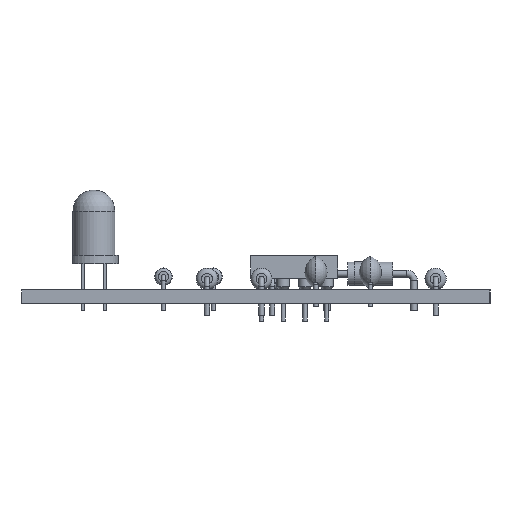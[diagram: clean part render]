
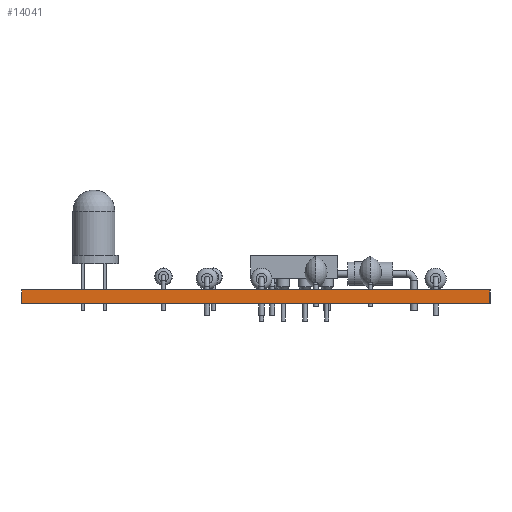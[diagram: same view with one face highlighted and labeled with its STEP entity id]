
A CAD part, left-side view. The second image highlights one B-rep face of the part: STEP entity #14041.
In plain terms, the highlighted planar face has unit normal (-1, 0, 0).
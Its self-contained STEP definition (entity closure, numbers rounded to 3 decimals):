
#13925 = EDGE_CURVE('',#13926,#13928,#13930,.T.);
#13926 = VERTEX_POINT('',#13927);
#13927 = CARTESIAN_POINT('',(111.76,-71.12,0.));
#13928 = VERTEX_POINT('',#13929);
#13929 = CARTESIAN_POINT('',(111.76,-71.12,1.6));
#13930 = SURFACE_CURVE('',#13931,(#13935,#13947),.PCURVE_S1.);
#13931 = LINE('',#13932,#13933);
#13932 = CARTESIAN_POINT('',(111.76,-71.12,0.));
#13933 = VECTOR('',#13934,1.);
#13934 = DIRECTION('',(0.,0.,1.));
#13935 = PCURVE('',#13936,#13941);
#13936 = PLANE('',#13937);
#13937 = AXIS2_PLACEMENT_3D('',#13938,#13939,#13940);
#13938 = CARTESIAN_POINT('',(111.76,-71.12,0.));
#13939 = DIRECTION('',(0.,1.,0.));
#13940 = DIRECTION('',(1.,0.,0.));
#13941 = DEFINITIONAL_REPRESENTATION('',(#13942),#13946);
#13942 = LINE('',#13943,#13944);
#13943 = CARTESIAN_POINT('',(0.,0.));
#13944 = VECTOR('',#13945,1.);
#13945 = DIRECTION('',(0.,-1.));
#13946 = ( GEOMETRIC_REPRESENTATION_CONTEXT(2) 
PARAMETRIC_REPRESENTATION_CONTEXT() REPRESENTATION_CONTEXT('2D SPACE',''
  ) );
#13947 = PCURVE('',#13948,#13953);
#13948 = PLANE('',#13949);
#13949 = AXIS2_PLACEMENT_3D('',#13950,#13951,#13952);
#13950 = CARTESIAN_POINT('',(111.76,-125.73,0.));
#13951 = DIRECTION('',(-1.,0.,0.));
#13952 = DIRECTION('',(0.,1.,0.));
#13953 = DEFINITIONAL_REPRESENTATION('',(#13954),#13958);
#13954 = LINE('',#13955,#13956);
#13955 = CARTESIAN_POINT('',(54.61,0.));
#13956 = VECTOR('',#13957,1.);
#13957 = DIRECTION('',(0.,-1.));
#13958 = ( GEOMETRIC_REPRESENTATION_CONTEXT(2) 
PARAMETRIC_REPRESENTATION_CONTEXT() REPRESENTATION_CONTEXT('2D SPACE',''
  ) );
#13976 = PLANE('',#13977);
#13977 = AXIS2_PLACEMENT_3D('',#13978,#13979,#13980);
#13978 = CARTESIAN_POINT('',(147.32,-98.425,1.6));
#13979 = DIRECTION('',(0.,0.,-1.));
#13980 = DIRECTION('',(-1.,0.,0.));
#14030 = PLANE('',#14031);
#14031 = AXIS2_PLACEMENT_3D('',#14032,#14033,#14034);
#14032 = CARTESIAN_POINT('',(147.32,-98.425,0.));
#14033 = DIRECTION('',(0.,0.,-1.));
#14034 = DIRECTION('',(-1.,0.,0.));
#14041 = ADVANCED_FACE('',(#14042),#13948,.T.);
#14042 = FACE_BOUND('',#14043,.T.);
#14043 = EDGE_LOOP('',(#14044,#14074,#14095,#14096));
#14044 = ORIENTED_EDGE('',*,*,#14045,.T.);
#14045 = EDGE_CURVE('',#14046,#14048,#14050,.T.);
#14046 = VERTEX_POINT('',#14047);
#14047 = CARTESIAN_POINT('',(111.76,-125.73,0.));
#14048 = VERTEX_POINT('',#14049);
#14049 = CARTESIAN_POINT('',(111.76,-125.73,1.6));
#14050 = SURFACE_CURVE('',#14051,(#14055,#14062),.PCURVE_S1.);
#14051 = LINE('',#14052,#14053);
#14052 = CARTESIAN_POINT('',(111.76,-125.73,0.));
#14053 = VECTOR('',#14054,1.);
#14054 = DIRECTION('',(0.,0.,1.));
#14055 = PCURVE('',#13948,#14056);
#14056 = DEFINITIONAL_REPRESENTATION('',(#14057),#14061);
#14057 = LINE('',#14058,#14059);
#14058 = CARTESIAN_POINT('',(0.,0.));
#14059 = VECTOR('',#14060,1.);
#14060 = DIRECTION('',(0.,-1.));
#14061 = ( GEOMETRIC_REPRESENTATION_CONTEXT(2) 
PARAMETRIC_REPRESENTATION_CONTEXT() REPRESENTATION_CONTEXT('2D SPACE',''
  ) );
#14062 = PCURVE('',#14063,#14068);
#14063 = PLANE('',#14064);
#14064 = AXIS2_PLACEMENT_3D('',#14065,#14066,#14067);
#14065 = CARTESIAN_POINT('',(182.88,-125.73,0.));
#14066 = DIRECTION('',(0.,-1.,0.));
#14067 = DIRECTION('',(-1.,0.,0.));
#14068 = DEFINITIONAL_REPRESENTATION('',(#14069),#14073);
#14069 = LINE('',#14070,#14071);
#14070 = CARTESIAN_POINT('',(71.12,0.));
#14071 = VECTOR('',#14072,1.);
#14072 = DIRECTION('',(0.,-1.));
#14073 = ( GEOMETRIC_REPRESENTATION_CONTEXT(2) 
PARAMETRIC_REPRESENTATION_CONTEXT() REPRESENTATION_CONTEXT('2D SPACE',''
  ) );
#14074 = ORIENTED_EDGE('',*,*,#14075,.T.);
#14075 = EDGE_CURVE('',#14048,#13928,#14076,.T.);
#14076 = SURFACE_CURVE('',#14077,(#14081,#14088),.PCURVE_S1.);
#14077 = LINE('',#14078,#14079);
#14078 = CARTESIAN_POINT('',(111.76,-125.73,1.6));
#14079 = VECTOR('',#14080,1.);
#14080 = DIRECTION('',(0.,1.,0.));
#14081 = PCURVE('',#13948,#14082);
#14082 = DEFINITIONAL_REPRESENTATION('',(#14083),#14087);
#14083 = LINE('',#14084,#14085);
#14084 = CARTESIAN_POINT('',(0.,-1.6));
#14085 = VECTOR('',#14086,1.);
#14086 = DIRECTION('',(1.,0.));
#14087 = ( GEOMETRIC_REPRESENTATION_CONTEXT(2) 
PARAMETRIC_REPRESENTATION_CONTEXT() REPRESENTATION_CONTEXT('2D SPACE',''
  ) );
#14088 = PCURVE('',#13976,#14089);
#14089 = DEFINITIONAL_REPRESENTATION('',(#14090),#14094);
#14090 = LINE('',#14091,#14092);
#14091 = CARTESIAN_POINT('',(35.56,-27.305));
#14092 = VECTOR('',#14093,1.);
#14093 = DIRECTION('',(0.,1.));
#14094 = ( GEOMETRIC_REPRESENTATION_CONTEXT(2) 
PARAMETRIC_REPRESENTATION_CONTEXT() REPRESENTATION_CONTEXT('2D SPACE',''
  ) );
#14095 = ORIENTED_EDGE('',*,*,#13925,.F.);
#14096 = ORIENTED_EDGE('',*,*,#14097,.F.);
#14097 = EDGE_CURVE('',#14046,#13926,#14098,.T.);
#14098 = SURFACE_CURVE('',#14099,(#14103,#14110),.PCURVE_S1.);
#14099 = LINE('',#14100,#14101);
#14100 = CARTESIAN_POINT('',(111.76,-125.73,0.));
#14101 = VECTOR('',#14102,1.);
#14102 = DIRECTION('',(0.,1.,0.));
#14103 = PCURVE('',#13948,#14104);
#14104 = DEFINITIONAL_REPRESENTATION('',(#14105),#14109);
#14105 = LINE('',#14106,#14107);
#14106 = CARTESIAN_POINT('',(0.,0.));
#14107 = VECTOR('',#14108,1.);
#14108 = DIRECTION('',(1.,0.));
#14109 = ( GEOMETRIC_REPRESENTATION_CONTEXT(2) 
PARAMETRIC_REPRESENTATION_CONTEXT() REPRESENTATION_CONTEXT('2D SPACE',''
  ) );
#14110 = PCURVE('',#14030,#14111);
#14111 = DEFINITIONAL_REPRESENTATION('',(#14112),#14116);
#14112 = LINE('',#14113,#14114);
#14113 = CARTESIAN_POINT('',(35.56,-27.305));
#14114 = VECTOR('',#14115,1.);
#14115 = DIRECTION('',(0.,1.));
#14116 = ( GEOMETRIC_REPRESENTATION_CONTEXT(2) 
PARAMETRIC_REPRESENTATION_CONTEXT() REPRESENTATION_CONTEXT('2D SPACE',''
  ) );
